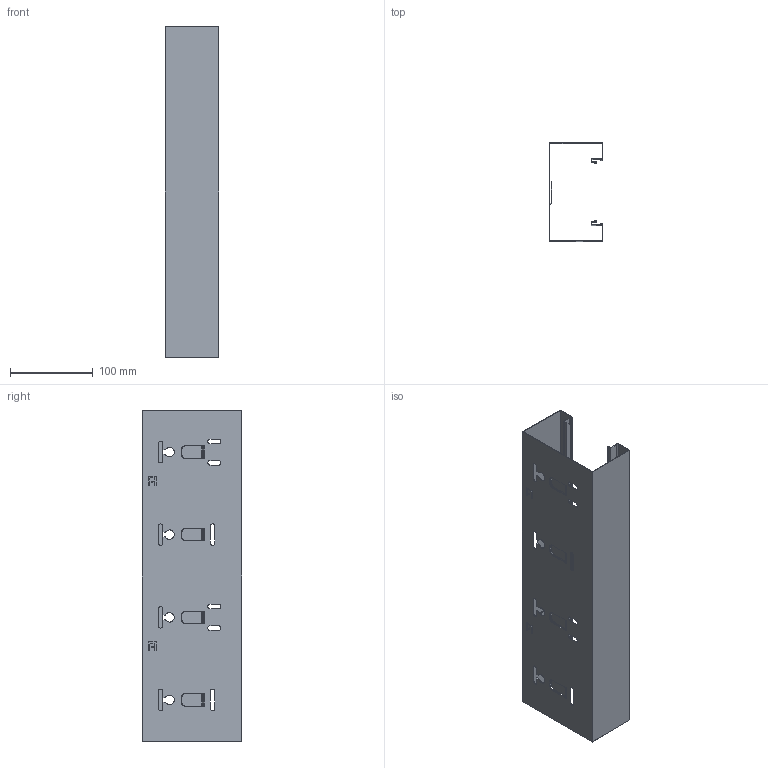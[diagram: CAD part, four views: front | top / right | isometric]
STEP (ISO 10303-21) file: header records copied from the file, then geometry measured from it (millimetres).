
FILE_DESCRIPTION((''),'2;1');
FILE_NAME('95200710P01','2023-05-02T19:36:55',('sivasanker.y'),(''),'CREO PARAMETRIC BY PTC INC, 2021284','CREO PARAMETRIC BY PTC INC, 2021284','');
FILE_SCHEMA(('CONFIG_CONTROL_DESIGN'));
Length unit declared in the file: millimetre
Products named in the file (1): 95200710P01
Bounding box: 65 x 120 x 400 mm (x, y, z)
Volume: 102781 mm3; surface area: 259973.8 mm2
Topology: 1 solids, 1 shells, 439 faces, 1216 edges, 779 vertices
Faces by surface type: plane 319, cylinder 100, bspline 20
Entity records: 14928 total; most frequent: CARTESIAN_POINT 3524, ORIENTED_EDGE 2432, DIRECTION 2205, EDGE_CURVE 1216, VECTOR 967, LINE 967, VERTEX_POINT 779, AXIS2_PLACEMENT_3D 619
